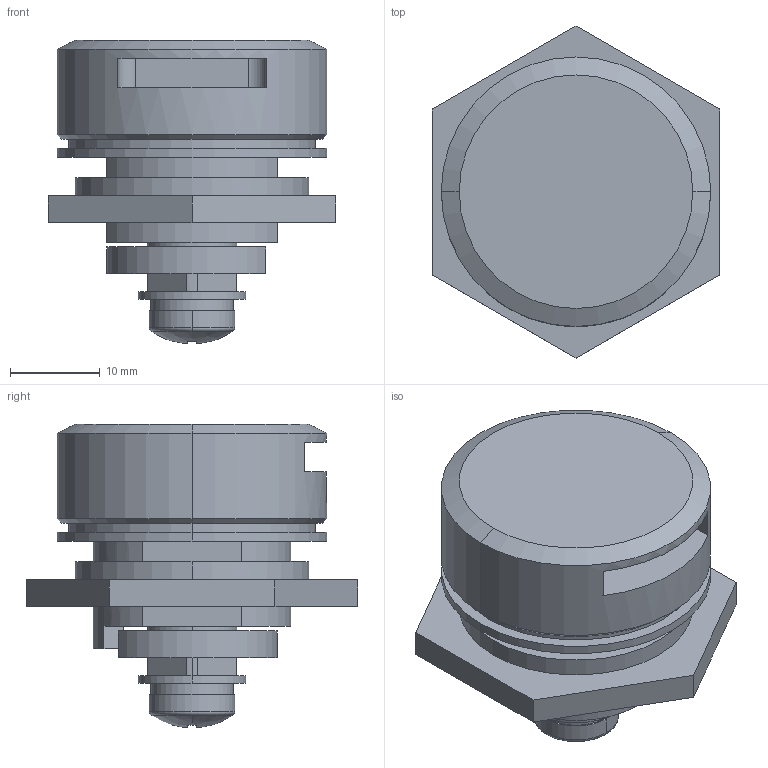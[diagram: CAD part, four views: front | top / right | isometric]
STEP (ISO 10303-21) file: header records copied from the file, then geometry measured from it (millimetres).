
FILE_DESCRIPTION (( 'STEP AP203' ), '1' );
FILE_NAME ('sone3D.STEP', '2014-01-09T01:36:42', ( '' ), ( '' ), 'SwSTEP 2.0', 'SolidWorks 2012', '' );
FILE_SCHEMA (( 'CONFIG_CONTROL_DESIGN' ));
Length unit declared in the file: millimetre
Products named in the file (10): スプリングワッシャーM5_JIS B 1251 No.2 5; 暯儚僢僔儍乕M5彫宆娵_M5亊冇12亊t0.8; 廫帤寠晅側傋偹偠M5_M5 x 10; A-1310-4儕儞僌儚僢僔儍乕_; A-1310-4防水パッキン_; A-1310-4ストッパー; A-1310-4六角ナット; A-1310-4受座; A-1310-4本体; sone3D
Assembly tree (9 placements, depth 2):
  sone3D
    A-1310-4本体
    A-1310-4受座
    A-1310-4六角ナット
    A-1310-4ストッパー
    A-1310-4防水パッキン_
    A-1310-4儕儞僌儚僢僔儍乕_
    廫帤寠晅側傋偹偠M5_M5 x 10
    暯儚僢僔儍乕M5彫宆娵_M5亊冇12亊t0.8
    スプリングワッシャーM5_JIS B 1251 No.2 5
Bounding box: 32 x 36.95 x 33.77 mm (x, y, z)
Volume: 12666.9 mm3; surface area: 12305 mm2
Topology: 9 solids, 9 shells, 165 faces, 390 edges, 255 vertices
Faces by surface type: plane 83, cylinder 68, cone 10, torus 2, sphere 2
Entity records: 5894 total; most frequent: DIRECTION 922, CARTESIAN_POINT 820, ORIENTED_EDGE 776, EDGE_CURVE 388, AXIS2_PLACEMENT_3D 357, VERTEX_POINT 255, VECTOR 208, LINE 208
